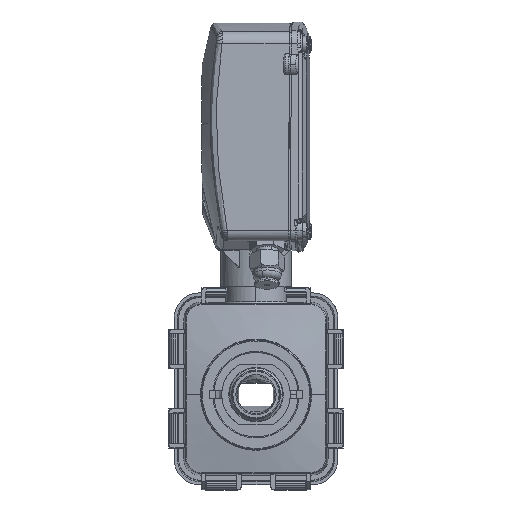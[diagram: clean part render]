
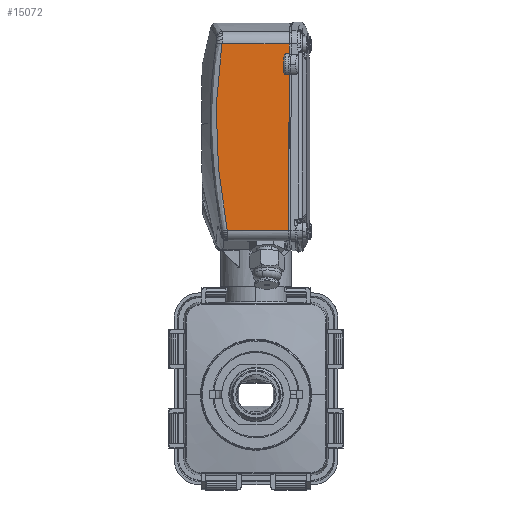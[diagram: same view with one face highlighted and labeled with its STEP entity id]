
A CAD part, top view. The second image highlights one B-rep face of the part: STEP entity #15072.
In plain terms, the highlighted face is planar.
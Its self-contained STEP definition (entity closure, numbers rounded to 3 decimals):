
#1260 = CARTESIAN_POINT ( 'NONE',  ( -51.578, 30.6, -2.5 ) ) ;
#3066 = CARTESIAN_POINT ( 'NONE',  ( -51.219, 40.087, -3.5 ) ) ;
#3361 = CARTESIAN_POINT ( 'NONE',  ( -52.608, 3.361, -37.264 ) ) ;
#3369 = CARTESIAN_POINT ( 'NONE',  ( -51.224, 39.943, -3.5 ) ) ;
#3813 = VECTOR ( 'NONE', #87114, 1000. ) ;
#4769 = CARTESIAN_POINT ( 'NONE',  ( -50.995, 45.996, -1. ) ) ;
#4956 = DIRECTION ( 'NONE',  ( 0.038, 0.999, 0. ) ) ;
#6908 = ORIENTED_EDGE ( 'NONE', *, *, #82109, .F. ) ;
#7167 = VECTOR ( 'NONE', #4956, 1000. ) ;
#8381 = CARTESIAN_POINT ( 'NONE',  ( -51.577, 30.608, -2.643 ) ) ;
#9225 = B_SPLINE_CURVE_WITH_KNOTS ( 'NONE', 3,
 ( #3369, #3066, #50687, #10195, #57465, #17001, #64272, #23807, #71070, #30556 ),
 .UNSPECIFIED., .F., .F.,
 ( 4, 2, 2, 2, 4 ),
 ( 0., 0., 0.001, 0.001, 0.002 ),
 .UNSPECIFIED. ) ;
#9324 = FACE_OUTER_BOUND ( 'NONE', #85181, .T. ) ;
#9375 = ORIENTED_EDGE ( 'NONE', *, *, #16049, .T. ) ;
#10187 = CARTESIAN_POINT ( 'NONE',  ( -53.337, -15.901, -36.085 ) ) ;
#10195 = CARTESIAN_POINT ( 'NONE',  ( -51.203, 40.499, -3.394 ) ) ;
#13617 = VERTEX_POINT ( 'NONE', #80230 ) ;
#14156 = EDGE_CURVE ( 'NONE', #13617, #31352, #62311, .T. ) ;
#14229 = CARTESIAN_POINT ( 'NONE',  ( -51.578, 30.6, -3.5 ) ) ;
#14686 = CARTESIAN_POINT ( 'NONE',  ( -54.496, -46.561, -1. ) ) ;
#15072 = ADVANCED_FACE ( 'NONE', ( #9324 ), #48767, .T. ) ;
#15097 = DIRECTION ( 'NONE',  ( -0.038, -0.999, 0. ) ) ;
#15195 = CARTESIAN_POINT ( 'NONE',  ( -51.575, 30.669, -2.85 ) ) ;
#15420 = VERTEX_POINT ( 'NONE', #18623 ) ;
#15507 = LINE ( 'NONE', #52674, #65238 ) ;
#16049 = EDGE_CURVE ( 'NONE', #73324, #61593, #9225, .T. ) ;
#16993 = CARTESIAN_POINT ( 'NONE',  ( -53.917, -31.246, -34.105 ) ) ;
#17001 = CARTESIAN_POINT ( 'NONE',  ( -51.19, 40.855, -3.151 ) ) ;
#18567 = ORIENTED_EDGE ( 'NONE', *, *, #14156, .F. ) ;
#18623 = CARTESIAN_POINT ( 'NONE',  ( -50.995, 45.996, -34.334 ) ) ;
#18799 = LINE ( 'NONE', #4769, #52623 ) ;
#19478 = CARTESIAN_POINT ( 'NONE',  ( -51.18, 41.118, -3.5 ) ) ;
#19817 = CARTESIAN_POINT ( 'NONE',  ( -54.496, -46.561, -44.8 ) ) ;
#20360 = B_SPLINE_CURVE_WITH_KNOTS ( 'NONE', 3,
 ( #57166, #63973, #70761, #30248, #77581, #37072, #84334, #43855, #3361, #50678, #10187, #57456, #16993, #64265, #23800, #71060 ),
 .UNSPECIFIED., .F., .F.,
 ( 4, 2, 2, 2, 2, 2, 2, 4 ),
 ( 0., 0.012, 0.023, 0.035, 0.047, 0.07, 0.082, 0.094 ),
 .UNSPECIFIED. ) ;
#21033 = DIRECTION ( 'NONE',  ( 0., 0., 1. ) ) ;
#21838 = LINE ( 'NONE', #19478, #3813 ) ;
#22019 = CARTESIAN_POINT ( 'NONE',  ( -51.568, 30.862, -3.151 ) ) ;
#23800 = CARTESIAN_POINT ( 'NONE',  ( -54.352, -42.735, -32.313 ) ) ;
#23807 = CARTESIAN_POINT ( 'NONE',  ( -51.181, 41.083, -2.786 ) ) ;
#23906 = ORIENTED_EDGE ( 'NONE', *, *, #46393, .F. ) ;
#24521 = VERTEX_POINT ( 'NONE', #70843 ) ;
#25466 = ORIENTED_EDGE ( 'NONE', *, *, #37332, .F. ) ;
#26095 = DIRECTION ( 'NONE',  ( 0., 0., 1. ) ) ;
#27825 = VERTEX_POINT ( 'NONE', #55590 ) ;
#28766 = CARTESIAN_POINT ( 'NONE',  ( -51.554, 31.216, -3.393 ) ) ;
#30248 = CARTESIAN_POINT ( 'NONE',  ( -51.581, 30.501, -36.206 ) ) ;
#30556 = CARTESIAN_POINT ( 'NONE',  ( -51.18, 41.118, -2.5 ) ) ;
#30758 = VECTOR ( 'NONE', #34319, 1000. ) ;
#31040 = VECTOR ( 'NONE', #87446, 1000. ) ;
#31352 = VERTEX_POINT ( 'NONE', #45612 ) ;
#33442 = CARTESIAN_POINT ( 'NONE',  ( -50.995, 45.996, -1. ) ) ;
#33958 = ORIENTED_EDGE ( 'NONE', *, *, #85738, .T. ) ;
#34319 = DIRECTION ( 'NONE',  ( -0.038, -0.999, 0. ) ) ;
#35550 = CARTESIAN_POINT ( 'NONE',  ( -51.539, 31.631, -3.5 ) ) ;
#36636 = B_SPLINE_CURVE_WITH_KNOTS ( 'NONE', 3,
 ( #1260, #75781, #8381, #55679, #15195, #62447, #22019, #69239, #28766, #76076, #35550, #82866 ),
 .UNSPECIFIED., .F., .F.,
 ( 4, 2, 2, 2, 2, 4 ),
 ( 0., 0., 0., 0.001, 0.001, 0.002 ),
 .UNSPECIFIED. ) ;
#37072 = CARTESIAN_POINT ( 'NONE',  ( -52.022, 18.843, -37.057 ) ) ;
#37332 = EDGE_CURVE ( 'NONE', #31352, #66035, #50887, .T. ) ;
#38620 = ORIENTED_EDGE ( 'NONE', *, *, #57381, .T. ) ;
#38682 = CARTESIAN_POINT ( 'NONE',  ( -54.496, -46.561, -3.5 ) ) ;
#41239 = ORIENTED_EDGE ( 'NONE', *, *, #59324, .T. ) ;
#43855 = CARTESIAN_POINT ( 'NONE',  ( -52.462, 7.225, -37.318 ) ) ;
#45277 = DIRECTION ( 'NONE',  ( -0.038, -0.999, 0. ) ) ;
#45612 = CARTESIAN_POINT ( 'NONE',  ( -51.578, 30.6, -1. ) ) ;
#46393 = EDGE_CURVE ( 'NONE', #49596, #67392, #18799, .T. ) ;
#46679 = ORIENTED_EDGE ( 'NONE', *, *, #82628, .F. ) ;
#47905 = AXIS2_PLACEMENT_3D ( 'NONE', #62056, #55584, #15097 ) ;
#48767 = PLANE ( 'NONE',  #47905 ) ;
#49596 = VERTEX_POINT ( 'NONE', #33442 ) ;
#50678 = CARTESIAN_POINT ( 'NONE',  ( -53.046, -8.212, -36.799 ) ) ;
#50687 = CARTESIAN_POINT ( 'NONE',  ( -51.214, 40.227, -3.48 ) ) ;
#50887 = LINE ( 'NONE', #81637, #30758 ) ;
#52623 = VECTOR ( 'NONE', #45277, 1000. ) ;
#52674 = CARTESIAN_POINT ( 'NONE',  ( -50.995, 45.996, -44.8 ) ) ;
#55584 = DIRECTION ( 'NONE',  ( -0.999, 0.038, 0. ) ) ;
#55590 = CARTESIAN_POINT ( 'NONE',  ( -51.533, 31.775, -3.5 ) ) ;
#55679 = CARTESIAN_POINT ( 'NONE',  ( -51.576, 30.643, -2.781 ) ) ;
#57166 = CARTESIAN_POINT ( 'NONE',  ( -50.995, 45.996, -34.334 ) ) ;
#57381 = EDGE_CURVE ( 'NONE', #13617, #27825, #36636, .T. ) ;
#57456 = CARTESIAN_POINT ( 'NONE',  ( -53.772, -27.412, -34.646 ) ) ;
#57465 = CARTESIAN_POINT ( 'NONE',  ( -51.198, 40.629, -3.329 ) ) ;
#59324 = EDGE_CURVE ( 'NONE', #27825, #73324, #61097, .T. ) ;
#60219 = VECTOR ( 'NONE', #21033, 1000. ) ;
#61097 = LINE ( 'NONE', #38682, #7167 ) ;
#61593 = VERTEX_POINT ( 'NONE', #87657 ) ;
#61864 = EDGE_CURVE ( 'NONE', #15420, #24521, #20360, .T. ) ;
#62056 = CARTESIAN_POINT ( 'NONE',  ( -54.496, -46.561, -44.8 ) ) ;
#62311 = LINE ( 'NONE', #14229, #60219 ) ;
#62447 = CARTESIAN_POINT ( 'NONE',  ( -51.571, 30.767, -3.039 ) ) ;
#63973 = CARTESIAN_POINT ( 'NONE',  ( -51.142, 42.131, -34.877 ) ) ;
#64265 = CARTESIAN_POINT ( 'NONE',  ( -54.207, -38.907, -32.939 ) ) ;
#64272 = CARTESIAN_POINT ( 'NONE',  ( -51.186, 40.949, -3.042 ) ) ;
#65238 = VECTOR ( 'NONE', #26095, 1000. ) ;
#66035 = VERTEX_POINT ( 'NONE', #14686 ) ;
#67022 = LINE ( 'NONE', #19817, #31040 ) ;
#67392 = VERTEX_POINT ( 'NONE', #75848 ) ;
#69239 = CARTESIAN_POINT ( 'NONE',  ( -51.559, 31.087, -3.328 ) ) ;
#69830 = ORIENTED_EDGE ( 'NONE', *, *, #61864, .T. ) ;
#70761 = CARTESIAN_POINT ( 'NONE',  ( -51.288, 38.259, -35.367 ) ) ;
#70843 = CARTESIAN_POINT ( 'NONE',  ( -54.496, -46.561, -31.656 ) ) ;
#71060 = CARTESIAN_POINT ( 'NONE',  ( -54.496, -46.561, -31.656 ) ) ;
#71070 = CARTESIAN_POINT ( 'NONE',  ( -51.18, 41.118, -2.645 ) ) ;
#73324 = VERTEX_POINT ( 'NONE', #86517 ) ;
#75781 = CARTESIAN_POINT ( 'NONE',  ( -51.578, 30.6, -2.572 ) ) ;
#75848 = CARTESIAN_POINT ( 'NONE',  ( -51.18, 41.118, -1. ) ) ;
#76076 = CARTESIAN_POINT ( 'NONE',  ( -51.544, 31.491, -3.48 ) ) ;
#77581 = CARTESIAN_POINT ( 'NONE',  ( -51.729, 26.609, -36.553 ) ) ;
#80230 = CARTESIAN_POINT ( 'NONE',  ( -51.578, 30.6, -2.5 ) ) ;
#81637 = CARTESIAN_POINT ( 'NONE',  ( -51.578, 30.6, -1. ) ) ;
#82109 = EDGE_CURVE ( 'NONE', #15420, #49596, #15507, .T. ) ;
#82628 = EDGE_CURVE ( 'NONE', #67392, #61593, #21838, .T. ) ;
#82866 = CARTESIAN_POINT ( 'NONE',  ( -51.533, 31.775, -3.5 ) ) ;
#84334 = CARTESIAN_POINT ( 'NONE',  ( -52.169, 14.966, -37.215 ) ) ;
#85181 = EDGE_LOOP ( 'NONE', ( #33958, #25466, #18567, #38620, #41239, #9375, #46679, #23906, #6908, #69830 ) ) ;
#85738 = EDGE_CURVE ( 'NONE', #24521, #66035, #67022, .T. ) ;
#86517 = CARTESIAN_POINT ( 'NONE',  ( -51.224, 39.943, -3.5 ) ) ;
#87114 = DIRECTION ( 'NONE',  ( 0., 0., -1. ) ) ;
#87446 = DIRECTION ( 'NONE',  ( 0., 0., 1. ) ) ;
#87657 = CARTESIAN_POINT ( 'NONE',  ( -51.18, 41.118, -2.5 ) ) ;
